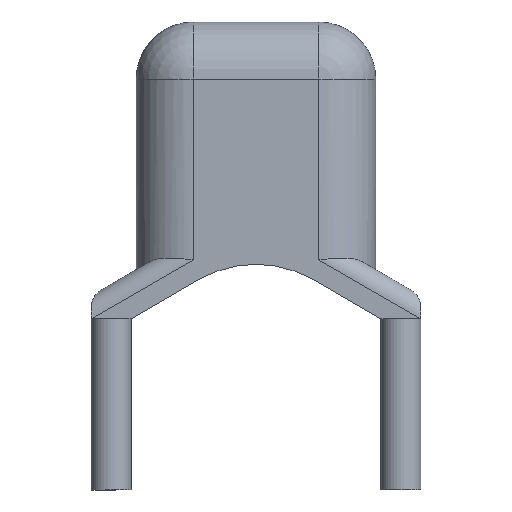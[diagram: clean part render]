
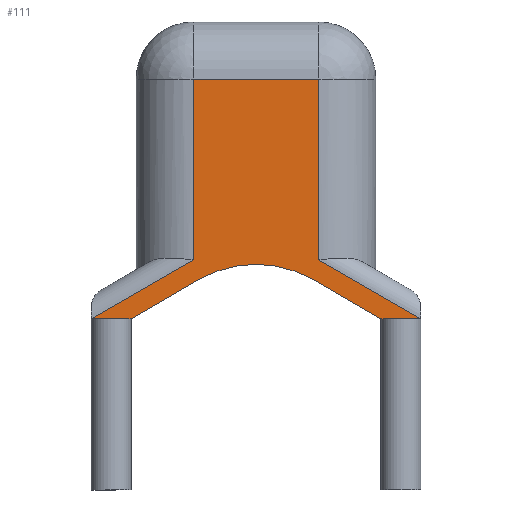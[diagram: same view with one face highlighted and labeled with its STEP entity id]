
A CAD part, left-side view. The second image highlights one B-rep face of the part: STEP entity #111.
In plain terms, the highlighted planar face has unit normal (-1, 0, 0).
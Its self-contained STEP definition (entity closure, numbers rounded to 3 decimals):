
#111=ADVANCED_FACE('',(#443),#445,.F.);
#443=FACE_BOUND('',#444,.T.);
#444=EDGE_LOOP('',(#691,#692,#693,#694,#695,#696,#697,#698,#699,#700));
#445=PLANE('',#446);
#446=AXIS2_PLACEMENT_3D('',#447,#448,#449);
#447=CARTESIAN_POINT('',(-1.5,0.,0.));
#448=DIRECTION('',(1.,0.,0.));
#449=DIRECTION('',(0.,1.,0.));
#691=ORIENTED_EDGE('',*,*,#855,.F.);
#692=ORIENTED_EDGE('',*,*,#856,.F.);
#693=ORIENTED_EDGE('',*,*,#835,.F.);
#694=ORIENTED_EDGE('',*,*,#857,.F.);
#695=ORIENTED_EDGE('',*,*,#858,.F.);
#696=ORIENTED_EDGE('',*,*,#859,.F.);
#697=ORIENTED_EDGE('',*,*,#860,.F.);
#698=ORIENTED_EDGE('',*,*,#861,.F.);
#699=ORIENTED_EDGE('',*,*,#844,.F.);
#700=ORIENTED_EDGE('',*,*,#862,.F.);
#835=EDGE_CURVE('',#923,#925,#926,.T.);
#844=EDGE_CURVE('',#939,#941,#942,.T.);
#855=EDGE_CURVE('',#959,#960,#961,.F.);
#856=EDGE_CURVE('',#925,#959,#962,.T.);
#857=EDGE_CURVE('',#963,#923,#964,.T.);
#858=EDGE_CURVE('',#965,#963,#966,.T.);
#859=EDGE_CURVE('',#967,#965,#968,.T.);
#860=EDGE_CURVE('',#969,#967,#970,.T.);
#861=EDGE_CURVE('',#941,#969,#971,.T.);
#862=EDGE_CURVE('',#960,#939,#972,.T.);
#923=VERTEX_POINT('',#1067);
#925=VERTEX_POINT('',#1071);
#926=LINE('',#1072,#1073);
#939=VERTEX_POINT('',#1104);
#941=VERTEX_POINT('',#1108);
#942=LINE('',#1109,#1110);
#959=VERTEX_POINT('',#1153);
#960=VERTEX_POINT('',#1154);
#961=CIRCLE('',#1155,2.);
#962=LINE('',#1159,#1160);
#963=VERTEX_POINT('',#1162);
#964=LINE('',#1163,#1164);
#965=VERTEX_POINT('',#1166);
#966=LINE('',#1167,#1168);
#967=VERTEX_POINT('',#1170);
#968=LINE('',#1171,#1172);
#969=VERTEX_POINT('',#1174);
#970=LINE('',#1175,#1176);
#971=LINE('',#1178,#1179);
#972=LINE('',#1181,#1182);
#1067=CARTESIAN_POINT('',(-1.5,-2.89,4.798));
#1071=CARTESIAN_POINT('',(-1.5,-2.19,4.798));
#1072=CARTESIAN_POINT('',(-1.5,-2.89,4.798));
#1073=VECTOR('',#1074,1.);
#1074=DIRECTION('',(0.,1.,0.));
#1104=CARTESIAN_POINT('',(-1.5,2.19,4.798));
#1108=CARTESIAN_POINT('',(-1.5,2.89,4.798));
#1109=CARTESIAN_POINT('',(-1.5,2.19,4.798));
#1110=VECTOR('',#1111,1.);
#1111=DIRECTION('',(0.,1.,0.));
#1153=CARTESIAN_POINT('',(-1.5,-1.,5.485));
#1154=CARTESIAN_POINT('',(-1.5,1.,5.485));
#1155=AXIS2_PLACEMENT_3D('',#1156,#1157,#1158);
#1156=CARTESIAN_POINT('',(-1.5,0.,3.753));
#1157=DIRECTION('',(1.,0.,0.));
#1158=DIRECTION('',(0.,0.5,0.866));
#1159=CARTESIAN_POINT('',(-1.5,-2.19,4.798));
#1160=VECTOR('',#1161,1.);
#1161=DIRECTION('',(0.,0.866,0.5));
#1162=CARTESIAN_POINT('',(-1.5,-1.1,5.831));
#1163=CARTESIAN_POINT('',(-1.5,-1.1,5.831));
#1164=VECTOR('',#1165,1.);
#1165=DIRECTION('',(0.,-0.866,-0.5));
#1166=CARTESIAN_POINT('',(-1.5,-1.1,9.));
#1167=CARTESIAN_POINT('',(-1.5,-1.1,9.));
#1168=VECTOR('',#1169,1.);
#1169=DIRECTION('',(0.,0.,-1.));
#1170=CARTESIAN_POINT('',(-1.5,1.1,9.));
#1171=CARTESIAN_POINT('',(-1.5,1.1,9.));
#1172=VECTOR('',#1173,1.);
#1173=DIRECTION('',(0.,-1.,0.));
#1174=CARTESIAN_POINT('',(-1.5,1.1,5.831));
#1175=CARTESIAN_POINT('',(-1.5,1.1,5.831));
#1176=VECTOR('',#1177,1.);
#1177=DIRECTION('',(0.,0.,1.));
#1178=CARTESIAN_POINT('',(-1.5,2.89,4.798));
#1179=VECTOR('',#1180,1.);
#1180=DIRECTION('',(0.,-0.866,0.5));
#1181=CARTESIAN_POINT('',(-1.5,1.,5.485));
#1182=VECTOR('',#1183,1.);
#1183=DIRECTION('',(0.,0.866,-0.5));
